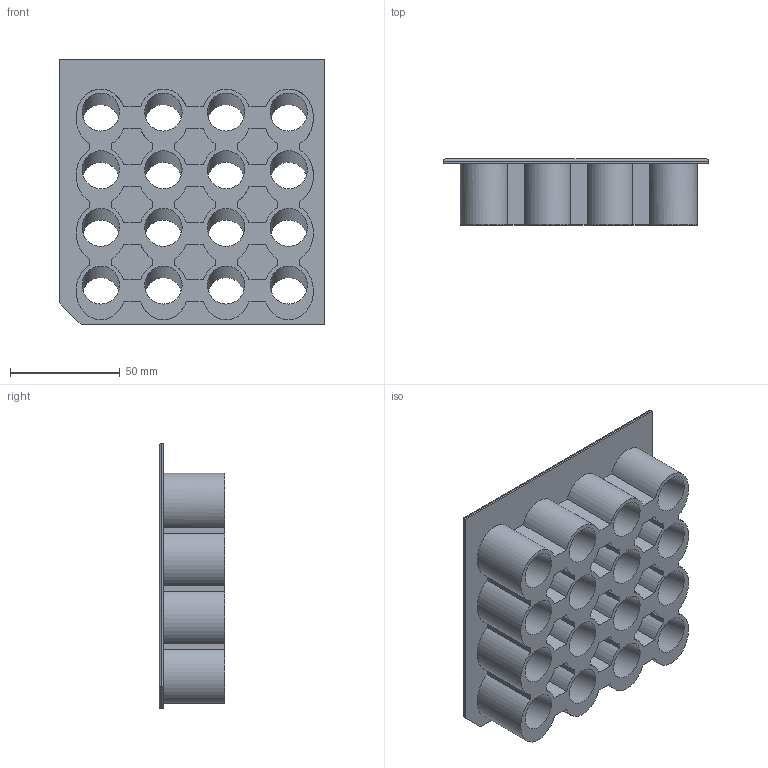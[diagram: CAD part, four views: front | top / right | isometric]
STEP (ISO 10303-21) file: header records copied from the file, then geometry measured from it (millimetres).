
FILE_DESCRIPTION(/* description */ (''),/* implementation_level */ '2;1');
FILE_NAME(/* name */ '15ml redo using Autocad v36.step',/* time_stamp */ '2024-09-23T18:23:16-07:00',/* author */ (''),/* organization */ (''),/* preprocessor_version */ 'ST-DEVELOPER v20',/* originating_system */ 'Autodesk Translation Framework v13.20.0.188',/* authorisation */ '');
FILE_SCHEMA (('AUTOMOTIVE_DESIGN { 1 0 10303 214 3 1 1 }'));
Length unit declared in the file: millimetre
Products named in the file (1): 15ml redo using Autocad
Bounding box: 120.6 x 30 x 120.6 mm (x, y, z)
Volume: 151129.2 mm3; surface area: 75862.6 mm2
Topology: 1 solids, 1 shells, 134 faces, 361 edges, 239 vertices
Faces by surface type: plane 65, bspline 48, cylinder 21
Full cylindrical faces by diameter (mm): 17 x16
Entity records: 4447 total; most frequent: CARTESIAN_POINT 1039, ORIENTED_EDGE 722, DIRECTION 668, EDGE_CURVE 361, VERTEX_POINT 239, LINE 228, VECTOR 228, AXIS2_PLACEMENT_3D 220
